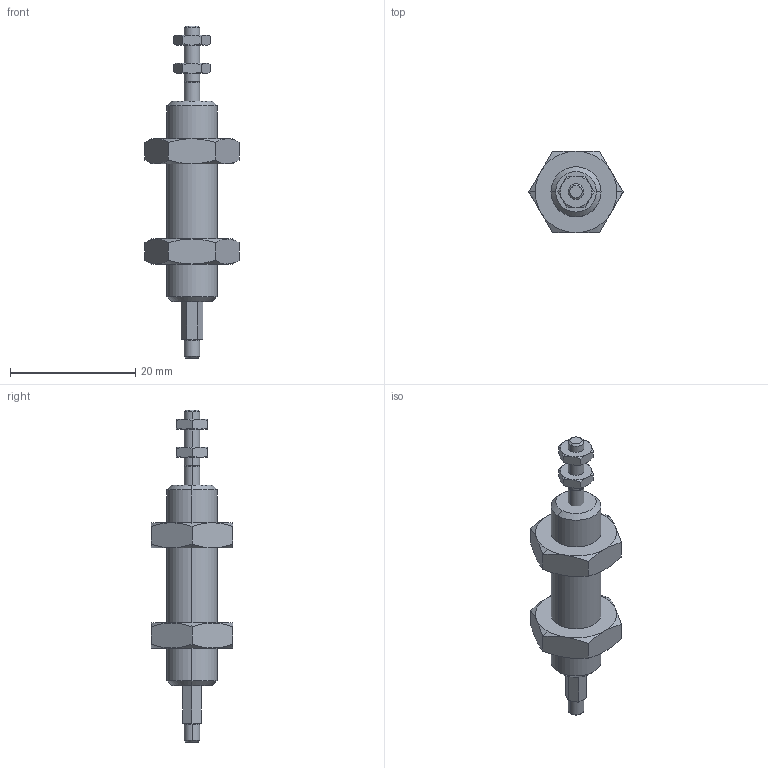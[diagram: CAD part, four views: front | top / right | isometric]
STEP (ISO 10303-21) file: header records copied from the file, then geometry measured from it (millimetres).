
FILE_DESCRIPTION(('STEP AP214'),'1');
FILE_NAME(' ',' ',('TraceParts'),('TraceParts S.A.'),'XStep 1.0',' ',' ');
FILE_SCHEMA(('automotive_design'));
Length unit declared in the file: millimetre
Products named in the file (6): 1; 2; 3; 4; 5; 6
Bounding box: 15.01 x 13 x 53 mm (x, y, z)
Volume: 2823 mm3; surface area: 2448.7 mm2
Topology: 6 solids, 6 shells, 157 faces, 335 edges, 197 vertices
Faces by surface type: cone 84, plane 49, cylinder 24
Entity records: 8149 total; most frequent: CARTESIAN_POINT 887, DIRECTION 702, STYLED_ITEM 695, PRESENTATION_STYLE_ASSIGNMENT 695, COLOUR_RGB 695, ORIENTED_EDGE 670, EDGE_CURVE 335, CURVE_STYLE 335
